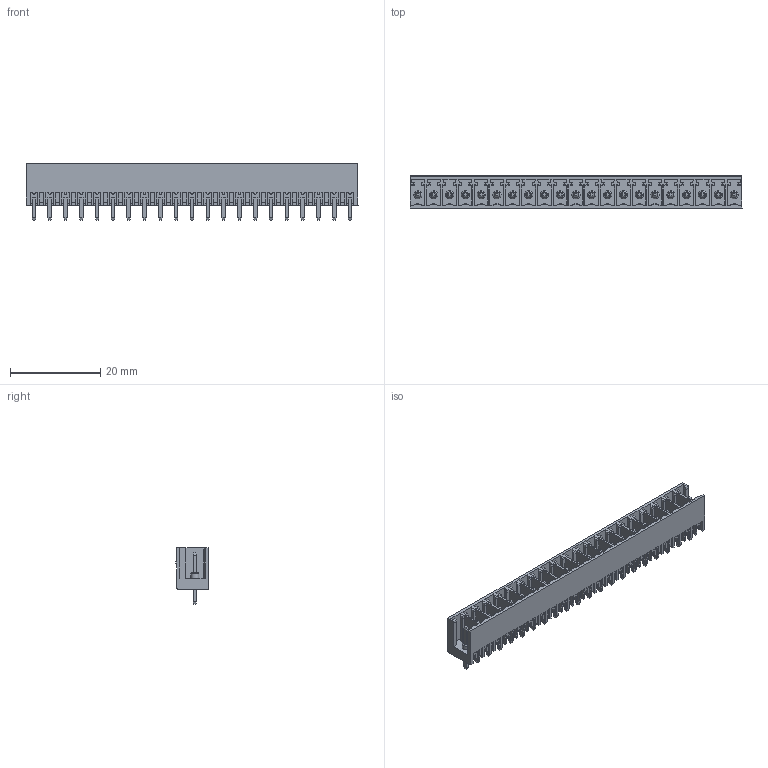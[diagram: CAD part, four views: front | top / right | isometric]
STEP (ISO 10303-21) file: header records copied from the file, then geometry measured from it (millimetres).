
FILE_DESCRIPTION(('STEP AP214'),'1');
FILE_NAME('PV21-3,5-V.stp','2018-11-29T09:56:52',(' '),(' '),'Spatial InterOp 3D',' ',' ');
FILE_SCHEMA(('AUTOMOTIVE_DESIGN { 1 0 10303 214 1 1 1 1 }'));
Length unit declared in the file: metre
Products named in the file (1): 1
Bounding box: 73.5 x 7.25 x 12.6 mm (x, y, z)
Volume: 2412.9 mm3; surface area: 6299.3 mm2
Topology: 1 solids, 1 shells, 1410 faces, 3663 edges, 2316 vertices
Faces by surface type: plane 1304, cylinder 64, torus 21, cone 21
Full cylindrical faces by diameter (mm): 1.8 x21
Entity records: 52793 total; most frequent: CARTESIAN_POINT 7432, ORIENTED_EDGE 7200, DIRECTION 6550, EDGE_CURVE 3600, LINE 3388, VECTOR 3388, VERTEX_POINT 2295, AXIS2_PLACEMENT_3D 1581
